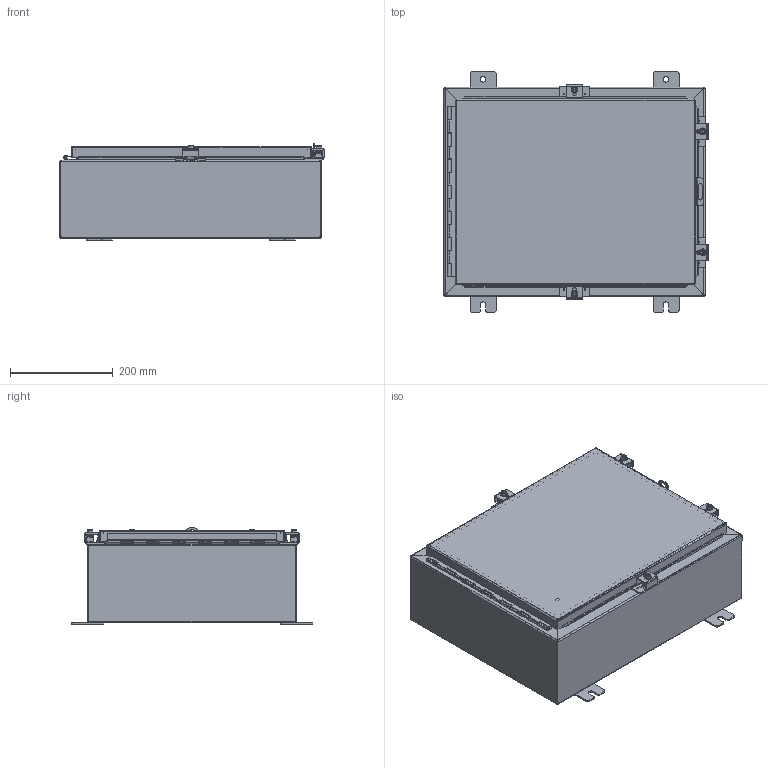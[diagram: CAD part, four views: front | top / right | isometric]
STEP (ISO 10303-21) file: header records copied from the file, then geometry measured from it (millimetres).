
FILE_DESCRIPTION (( 'STEP AP214' ), '1' );
FILE_NAME ('SSN4162006A.STEP', '2016-02-09T14:45:16', ( '' ), ( '' ), 'SwSTEP 2.0', 'SolidWorks 2014', '' );
FILE_SCHEMA (( 'AUTOMOTIVE_DESIGN' ));
Length unit declared in the file: inch
Products named in the file (19): 30824-3; 30824-2; 30824-1; 38859; 32874-16; 32874-16P; 32874-16L; 32874-16T; SSN41620ALID; 38846; 14x18; 32912; SSN4162006ABKP; 38412; 34871; SSN4162006A; 30818; 30824; 30824-4
Assembly tree (30 placements, depth 3):
  SSN4162006A
    34871  x4
    38412
    SSN4162006ABKP
    32912
    14x18
    38846
    SSN41620ALID
    32874-16
      32874-16T
      32874-16L
      32874-16P
    38859  x4
    30824  x4
      30824-1
      30824-2
      30824-3
      30824-4
    30818  x4
Bounding box: 513.48 x 469.9 x 186.82 mm (x, y, z)
Volume: 1690845.8 mm3; surface area: 1728992.6 mm2
Topology: 37 solids, 37 shells, 1384 faces, 3545 edges, 2262 vertices
Faces by surface type: cylinder 592, plane 551, bspline 133, torus 56, cone 28, sphere 24
Entity records: 33661 total; most frequent: CARTESIAN_POINT 9843, ORIENTED_EDGE 3696, DIRECTION 3666, EDGE_CURVE 1848, AXIS2_PLACEMENT_3D 1282, VERTEX_POINT 1164, LINE 1102, VECTOR 1102
